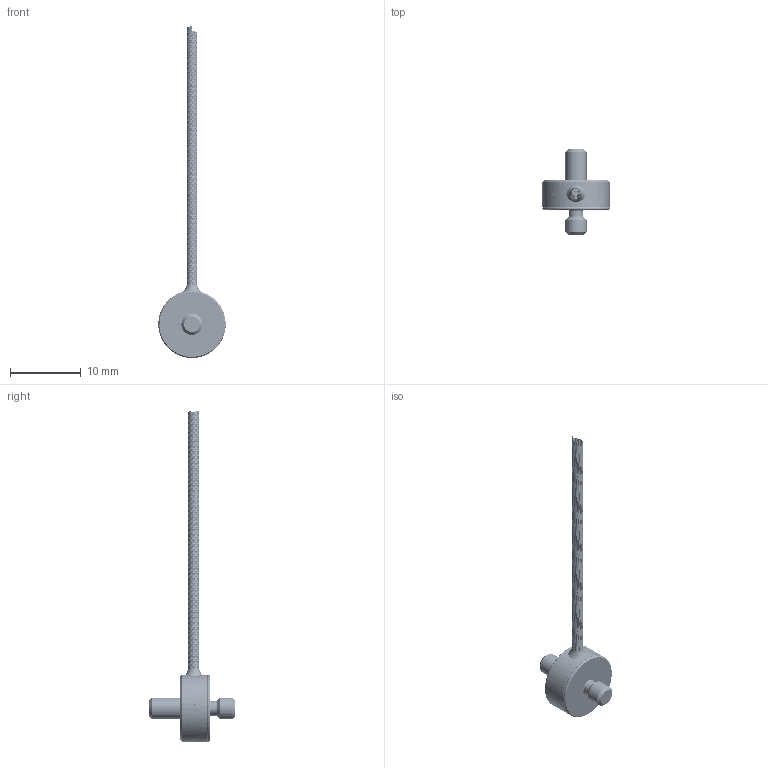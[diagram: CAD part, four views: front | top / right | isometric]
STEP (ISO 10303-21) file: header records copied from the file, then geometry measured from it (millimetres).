
FILE_DESCRIPTION(/* description */ (''),/* implementation_level */ '2;1');
FILE_NAME(/* name */ 'LCM_100.stp',/* time_stamp */ '2015-10-08T14:51:47-07:00',/* author */ ('elkolino'),/* organization */ (''),/* preprocessor_version */ 'ST-DEVELOPER v15.6',/* originating_system */ 'Autodesk Inventor 2015',/* authorisation */ '');
FILE_SCHEMA (('AUTOMOTIVE_DESIGN { 1 0 10303 214 3 1 1 }'));
Length unit declared in the file: inch
Products named in the file (1): LCM_100
Bounding box: 9.53 x 12.19 x 46.95 mm (x, y, z)
Volume: 356.7 mm3; surface area: 992.2 mm2
Topology: 4 solids, 464 shells, 1592 faces, 5035 edges, 3962 vertices
Faces by surface type: bspline 1152, plane 365, cylinder 62, torus 7, cone 6
Full cylindrical faces by diameter (mm): 0.381 x1, 2.083 x1, 2.972 x1, 3 x1, 5.715 x1, 9.525 x2
Entity records: 113270 total; most frequent: CARTESIAN_POINT 72147, ORIENTED_EDGE 7242, DIRECTION 6310, EDGE_CURVE 5000, VERTEX_POINT 3952, AXIS2_PLACEMENT_3D 2720, CIRCLE 2204, B_SPLINE_CURVE_WITH_KNOTS 1848
